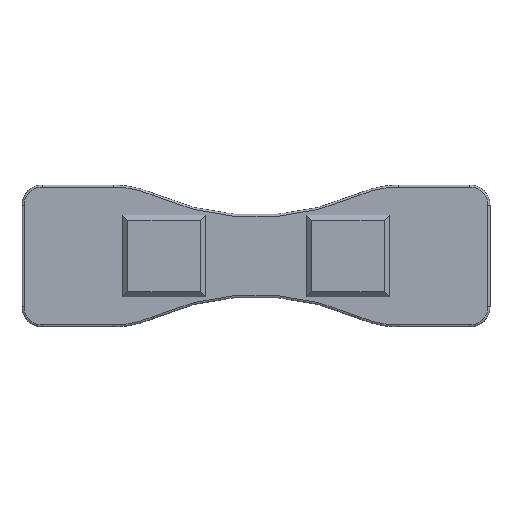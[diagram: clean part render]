
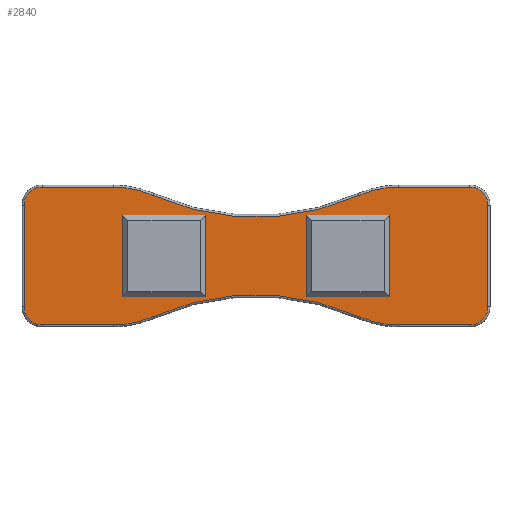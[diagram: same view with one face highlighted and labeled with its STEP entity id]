
A CAD part, front view. The second image highlights one B-rep face of the part: STEP entity #2840.
In plain terms, the highlighted planar face has unit normal (0, -1, 0).
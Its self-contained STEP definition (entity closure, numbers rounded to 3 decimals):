
#107=FACE_BOUND('',#544,.T.);
#108=FACE_BOUND('',#545,.T.);
#286=PLANE('',#3044);
#365=FACE_OUTER_BOUND('',#543,.T.);
#543=EDGE_LOOP('',(#2050,#2051,#2052,#2053,#2054,#2055,#2056,#2057,#2058,
#2059,#2060,#2061,#2062,#2063,#2064,#2065));
#544=EDGE_LOOP('',(#2066,#2067,#2068,#2069));
#545=EDGE_LOOP('',(#2070,#2071,#2072,#2073));
#735=LINE('',#4934,#951);
#736=LINE('',#4938,#952);
#737=LINE('',#4943,#953);
#738=LINE('',#4947,#954);
#739=LINE('',#4951,#955);
#740=LINE('',#4959,#956);
#741=LINE('',#4963,#957);
#742=LINE('',#4965,#958);
#743=LINE('',#4967,#959);
#744=LINE('',#4968,#960);
#745=LINE('',#4971,#961);
#746=LINE('',#4973,#962);
#747=LINE('',#4975,#963);
#748=LINE('',#4976,#964);
#951=VECTOR('',#3230,1000.);
#952=VECTOR('',#3233,1000.);
#953=VECTOR('',#3238,1000.);
#954=VECTOR('',#3241,1000.);
#955=VECTOR('',#3244,1000.);
#956=VECTOR('',#3251,1000.);
#957=VECTOR('',#3254,1000.);
#958=VECTOR('',#3255,1000.);
#959=VECTOR('',#3256,1000.);
#960=VECTOR('',#3257,1000.);
#961=VECTOR('',#3258,1000.);
#962=VECTOR('',#3259,1000.);
#963=VECTOR('',#3260,1000.);
#964=VECTOR('',#3261,1000.);
#1152=CIRCLE('',#3029,25.2);
#1165=CIRCLE('',#3045,1.8);
#1166=CIRCLE('',#3046,9.8);
#1167=CIRCLE('',#3047,9.8);
#1168=CIRCLE('',#3048,1.8);
#1169=CIRCLE('',#3049,1.8);
#1170=CIRCLE('',#3050,9.8);
#1171=CIRCLE('',#3051,25.2);
#1172=CIRCLE('',#3052,9.8);
#1173=CIRCLE('',#3053,1.8);
#1210=VERTEX_POINT('',#3681);
#1211=VERTEX_POINT('',#3683);
#1318=VERTEX_POINT('',#4932);
#1319=VERTEX_POINT('',#4933);
#1320=VERTEX_POINT('',#4935);
#1321=VERTEX_POINT('',#4937);
#1322=VERTEX_POINT('',#4940);
#1323=VERTEX_POINT('',#4942);
#1324=VERTEX_POINT('',#4944);
#1325=VERTEX_POINT('',#4946);
#1326=VERTEX_POINT('',#4948);
#1327=VERTEX_POINT('',#4950);
#1328=VERTEX_POINT('',#4952);
#1329=VERTEX_POINT('',#4954);
#1330=VERTEX_POINT('',#4956);
#1331=VERTEX_POINT('',#4958);
#1332=VERTEX_POINT('',#4961);
#1333=VERTEX_POINT('',#4962);
#1334=VERTEX_POINT('',#4964);
#1335=VERTEX_POINT('',#4966);
#1336=VERTEX_POINT('',#4969);
#1337=VERTEX_POINT('',#4970);
#1338=VERTEX_POINT('',#4972);
#1339=VERTEX_POINT('',#4974);
#1494=EDGE_CURVE('',#1211,#1210,#1152,.T.);
#1603=EDGE_CURVE('',#1318,#1319,#735,.T.);
#1604=EDGE_CURVE('',#1319,#1320,#1165,.T.);
#1605=EDGE_CURVE('',#1320,#1321,#736,.T.);
#1606=EDGE_CURVE('',#1321,#1211,#1166,.T.);
#1607=EDGE_CURVE('',#1210,#1322,#1167,.T.);
#1608=EDGE_CURVE('',#1322,#1323,#737,.T.);
#1609=EDGE_CURVE('',#1323,#1324,#1168,.T.);
#1610=EDGE_CURVE('',#1324,#1325,#738,.T.);
#1611=EDGE_CURVE('',#1325,#1326,#1169,.T.);
#1612=EDGE_CURVE('',#1326,#1327,#739,.T.);
#1613=EDGE_CURVE('',#1327,#1328,#1170,.T.);
#1614=EDGE_CURVE('',#1328,#1329,#1171,.T.);
#1615=EDGE_CURVE('',#1329,#1330,#1172,.T.);
#1616=EDGE_CURVE('',#1330,#1331,#740,.T.);
#1617=EDGE_CURVE('',#1331,#1318,#1173,.T.);
#1618=EDGE_CURVE('',#1332,#1333,#741,.T.);
#1619=EDGE_CURVE('',#1334,#1333,#742,.T.);
#1620=EDGE_CURVE('',#1335,#1334,#743,.T.);
#1621=EDGE_CURVE('',#1335,#1332,#744,.T.);
#1622=EDGE_CURVE('',#1336,#1337,#745,.T.);
#1623=EDGE_CURVE('',#1338,#1337,#746,.T.);
#1624=EDGE_CURVE('',#1339,#1338,#747,.T.);
#1625=EDGE_CURVE('',#1339,#1336,#748,.T.);
#2050=ORIENTED_EDGE('',*,*,#1603,.T.);
#2051=ORIENTED_EDGE('',*,*,#1604,.T.);
#2052=ORIENTED_EDGE('',*,*,#1605,.T.);
#2053=ORIENTED_EDGE('',*,*,#1606,.T.);
#2054=ORIENTED_EDGE('',*,*,#1494,.T.);
#2055=ORIENTED_EDGE('',*,*,#1607,.T.);
#2056=ORIENTED_EDGE('',*,*,#1608,.T.);
#2057=ORIENTED_EDGE('',*,*,#1609,.T.);
#2058=ORIENTED_EDGE('',*,*,#1610,.T.);
#2059=ORIENTED_EDGE('',*,*,#1611,.T.);
#2060=ORIENTED_EDGE('',*,*,#1612,.T.);
#2061=ORIENTED_EDGE('',*,*,#1613,.T.);
#2062=ORIENTED_EDGE('',*,*,#1614,.T.);
#2063=ORIENTED_EDGE('',*,*,#1615,.T.);
#2064=ORIENTED_EDGE('',*,*,#1616,.T.);
#2065=ORIENTED_EDGE('',*,*,#1617,.T.);
#2066=ORIENTED_EDGE('',*,*,#1618,.T.);
#2067=ORIENTED_EDGE('',*,*,#1619,.F.);
#2068=ORIENTED_EDGE('',*,*,#1620,.F.);
#2069=ORIENTED_EDGE('',*,*,#1621,.T.);
#2070=ORIENTED_EDGE('',*,*,#1622,.T.);
#2071=ORIENTED_EDGE('',*,*,#1623,.F.);
#2072=ORIENTED_EDGE('',*,*,#1624,.F.);
#2073=ORIENTED_EDGE('',*,*,#1625,.T.);
#2840=ADVANCED_FACE('',(#365,#107,#108),#286,.F.);
#3029=AXIS2_PLACEMENT_3D('',#3684,#3181,#3182);
#3044=AXIS2_PLACEMENT_3D('',#4931,#3228,#3229);
#3045=AXIS2_PLACEMENT_3D('',#4936,#3231,#3232);
#3046=AXIS2_PLACEMENT_3D('',#4939,#3234,#3235);
#3047=AXIS2_PLACEMENT_3D('',#4941,#3236,#3237);
#3048=AXIS2_PLACEMENT_3D('',#4945,#3239,#3240);
#3049=AXIS2_PLACEMENT_3D('',#4949,#3242,#3243);
#3050=AXIS2_PLACEMENT_3D('',#4953,#3245,#3246);
#3051=AXIS2_PLACEMENT_3D('',#4955,#3247,#3248);
#3052=AXIS2_PLACEMENT_3D('',#4957,#3249,#3250);
#3053=AXIS2_PLACEMENT_3D('',#4960,#3252,#3253);
#3181=DIRECTION('center_axis',(0.,1.,0.));
#3182=DIRECTION('ref_axis',(0.,0.,1.));
#3228=DIRECTION('center_axis',(0.,1.,0.));
#3229=DIRECTION('ref_axis',(0.,0.,1.));
#3230=DIRECTION('',(0.,0.,-1.));
#3231=DIRECTION('center_axis',(0.,-1.,0.));
#3232=DIRECTION('ref_axis',(0.,0.,1.));
#3233=DIRECTION('',(1.,0.,0.));
#3234=DIRECTION('center_axis',(0.,-1.,0.));
#3235=DIRECTION('ref_axis',(0.,0.,1.));
#3236=DIRECTION('center_axis',(0.,-1.,0.));
#3237=DIRECTION('ref_axis',(0.,0.,1.));
#3238=DIRECTION('',(1.,0.,0.));
#3239=DIRECTION('center_axis',(0.,-1.,0.));
#3240=DIRECTION('ref_axis',(0.,0.,1.));
#3241=DIRECTION('',(0.,0.,1.));
#3242=DIRECTION('center_axis',(0.,-1.,0.));
#3243=DIRECTION('ref_axis',(0.,0.,1.));
#3244=DIRECTION('',(-1.,0.,0.));
#3245=DIRECTION('center_axis',(0.,-1.,0.));
#3246=DIRECTION('ref_axis',(0.,0.,1.));
#3247=DIRECTION('center_axis',(0.,1.,0.));
#3248=DIRECTION('ref_axis',(0.,0.,1.));
#3249=DIRECTION('center_axis',(0.,-1.,0.));
#3250=DIRECTION('ref_axis',(0.,0.,1.));
#3251=DIRECTION('',(-1.,0.,0.));
#3252=DIRECTION('center_axis',(0.,-1.,0.));
#3253=DIRECTION('ref_axis',(0.,0.,1.));
#3254=DIRECTION('',(1.,0.,0.));
#3255=DIRECTION('',(0.,0.,1.));
#3256=DIRECTION('',(1.,0.,0.));
#3257=DIRECTION('',(0.,0.,1.));
#3258=DIRECTION('',(1.,0.,0.));
#3259=DIRECTION('',(0.,0.,1.));
#3260=DIRECTION('',(1.,0.,0.));
#3261=DIRECTION('',(0.,0.,1.));
#3681=CARTESIAN_POINT('',(44.958,0.,-6.711));
#3683=CARTESIAN_POINT('',(24.542,0.,-6.711));
#3684=CARTESIAN_POINT('Origin',(34.75,0.,-29.751));
#4931=CARTESIAN_POINT('Origin',(0.,0.,0.));
#4932=CARTESIAN_POINT('',(11.7,0.,4.349));
#4933=CARTESIAN_POINT('',(11.7,0.,-5.751));
#4934=CARTESIAN_POINT('',(11.7,0.,-5.751));
#4935=CARTESIAN_POINT('',(13.5,0.,-7.551));
#4936=CARTESIAN_POINT('Origin',(13.5,0.,-5.751));
#4937=CARTESIAN_POINT('',(20.573,0.,-7.551));
#4938=CARTESIAN_POINT('',(20.573,0.,-7.551));
#4939=CARTESIAN_POINT('Origin',(20.573,0.,2.249));
#4940=CARTESIAN_POINT('',(48.927,0.,-7.551));
#4941=CARTESIAN_POINT('Origin',(48.927,0.,2.249));
#4942=CARTESIAN_POINT('',(56.,0.,-7.551));
#4943=CARTESIAN_POINT('',(56.,0.,-7.551));
#4944=CARTESIAN_POINT('',(57.8,0.,-5.751));
#4945=CARTESIAN_POINT('Origin',(56.,0.,-5.751));
#4946=CARTESIAN_POINT('',(57.8,0.,4.349));
#4947=CARTESIAN_POINT('',(57.8,0.,4.349));
#4948=CARTESIAN_POINT('',(56.,0.,6.149));
#4949=CARTESIAN_POINT('Origin',(56.,0.,4.349));
#4950=CARTESIAN_POINT('',(48.927,0.,6.149));
#4951=CARTESIAN_POINT('',(0.,0.,6.149));
#4952=CARTESIAN_POINT('',(44.958,0.,5.309));
#4953=CARTESIAN_POINT('Origin',(48.927,0.,-3.651));
#4954=CARTESIAN_POINT('',(24.542,0.,5.309));
#4955=CARTESIAN_POINT('Origin',(34.75,0.,28.349));
#4956=CARTESIAN_POINT('',(20.573,0.,6.149));
#4957=CARTESIAN_POINT('Origin',(20.573,0.,-3.651));
#4958=CARTESIAN_POINT('',(13.5,0.,6.149));
#4959=CARTESIAN_POINT('',(0.,0.,6.149));
#4960=CARTESIAN_POINT('Origin',(13.5,0.,4.349));
#4961=CARTESIAN_POINT('',(21.5,0.,3.349));
#4962=CARTESIAN_POINT('',(29.75,0.,3.349));
#4963=CARTESIAN_POINT('',(0.,0.,3.349));
#4964=CARTESIAN_POINT('',(29.75,0.,-4.751));
#4965=CARTESIAN_POINT('',(29.75,0.,0.));
#4966=CARTESIAN_POINT('',(21.5,0.,-4.751));
#4967=CARTESIAN_POINT('',(0.,0.,-4.751));
#4968=CARTESIAN_POINT('',(21.5,0.,0.));
#4969=CARTESIAN_POINT('',(39.75,0.,3.349));
#4970=CARTESIAN_POINT('',(48.,0.,3.349));
#4971=CARTESIAN_POINT('',(0.,0.,3.349));
#4972=CARTESIAN_POINT('',(48.,0.,-4.751));
#4973=CARTESIAN_POINT('',(48.,0.,0.));
#4974=CARTESIAN_POINT('',(39.75,0.,-4.751));
#4975=CARTESIAN_POINT('',(0.,0.,-4.751));
#4976=CARTESIAN_POINT('',(39.75,0.,0.));
